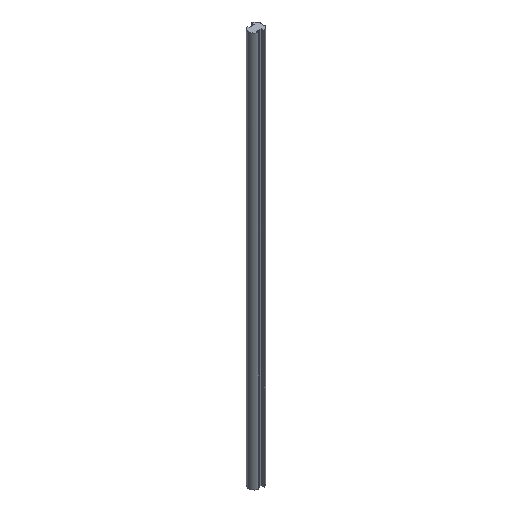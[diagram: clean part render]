
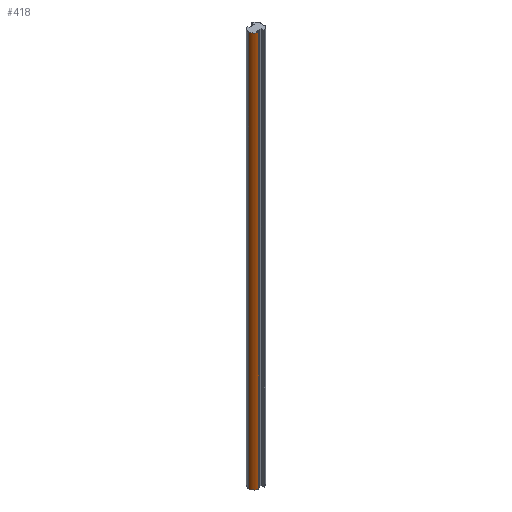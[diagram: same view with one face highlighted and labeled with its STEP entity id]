
A CAD part, isometric view. The second image highlights one B-rep face of the part: STEP entity #418.
In plain terms, the highlighted cylindrical face has radius 6.954 mm (diameter 13.908 mm), a partial arc.
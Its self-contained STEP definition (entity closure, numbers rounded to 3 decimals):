
#32 = CARTESIAN_POINT ( 'NONE',  ( -8.5, 0., 0. ) ) ;
#42 = EDGE_CURVE ( 'NONE', #321, #411, #183, .T. ) ;
#78 = DIRECTION ( 'NONE',  ( 0., 0., -1. ) ) ;
#101 = CARTESIAN_POINT ( 'NONE',  ( -8.5, 0., 500. ) ) ;
#108 = VERTEX_POINT ( 'NONE', #697 ) ;
#139 = DIRECTION ( 'NONE',  ( 0., 0., -1. ) ) ;
#142 = CARTESIAN_POINT ( 'NONE',  ( -1.546, 0., 500. ) ) ;
#183 = CIRCLE ( 'NONE', #311, 6.954 ) ;
#188 = CARTESIAN_POINT ( 'NONE',  ( -1.546, 0., 500. ) ) ;
#194 = AXIS2_PLACEMENT_3D ( 'NONE', #142, #78, #416 ) ;
#227 = CARTESIAN_POINT ( 'NONE',  ( -2.8, -6.84, 500. ) ) ;
#278 = LINE ( 'NONE', #227, #368 ) ;
#308 = DIRECTION ( 'NONE',  ( -1., 0., 0. ) ) ;
#311 = AXIS2_PLACEMENT_3D ( 'NONE', #686, #632, #308 ) ;
#318 = VECTOR ( 'NONE', #512, 1000. ) ;
#321 = VERTEX_POINT ( 'NONE', #32 ) ;
#323 = EDGE_CURVE ( 'NONE', #108, #453, #399, .T. ) ;
#327 = DIRECTION ( 'NONE',  ( -1., 0., 0. ) ) ;
#368 = VECTOR ( 'NONE', #407, 1000. ) ;
#399 = CIRCLE ( 'NONE', #194, 6.954 ) ;
#407 = DIRECTION ( 'NONE',  ( 0., 0., 1. ) ) ;
#411 = VERTEX_POINT ( 'NONE', #700 ) ;
#416 = DIRECTION ( 'NONE',  ( -1., 0., 0. ) ) ;
#418 = ADVANCED_FACE ( 'NONE', ( #660 ), #570, .T. ) ;
#452 = CARTESIAN_POINT ( 'NONE',  ( -8.5, 0., 500. ) ) ;
#453 = VERTEX_POINT ( 'NONE', #101 ) ;
#459 = AXIS2_PLACEMENT_3D ( 'NONE', #188, #139, #327 ) ;
#496 = LINE ( 'NONE', #452, #318 ) ;
#512 = DIRECTION ( 'NONE',  ( 0., 0., -1. ) ) ;
#562 = ORIENTED_EDGE ( 'NONE', *, *, #596, .T. ) ;
#563 = ORIENTED_EDGE ( 'NONE', *, *, #323, .T. ) ;
#570 = CYLINDRICAL_SURFACE ( 'NONE', #459, 6.954 ) ;
#596 = EDGE_CURVE ( 'NONE', #453, #321, #496, .T. ) ;
#610 = EDGE_CURVE ( 'NONE', #411, #108, #278, .T. ) ;
#615 = EDGE_LOOP ( 'NONE', ( #563, #562, #655, #633 ) ) ;
#632 = DIRECTION ( 'NONE',  ( 0., 0., 1. ) ) ;
#633 = ORIENTED_EDGE ( 'NONE', *, *, #610, .T. ) ;
#655 = ORIENTED_EDGE ( 'NONE', *, *, #42, .T. ) ;
#660 = FACE_OUTER_BOUND ( 'NONE', #615, .T. ) ;
#686 = CARTESIAN_POINT ( 'NONE',  ( -1.546, 0., 0. ) ) ;
#697 = CARTESIAN_POINT ( 'NONE',  ( -2.8, -6.84, 500. ) ) ;
#700 = CARTESIAN_POINT ( 'NONE',  ( -2.8, -6.84, 0. ) ) ;
